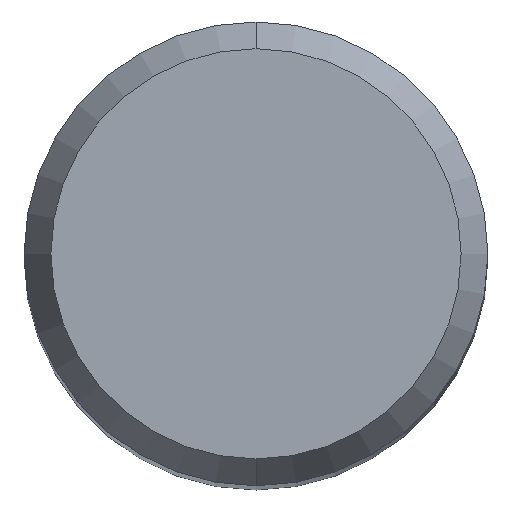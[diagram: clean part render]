
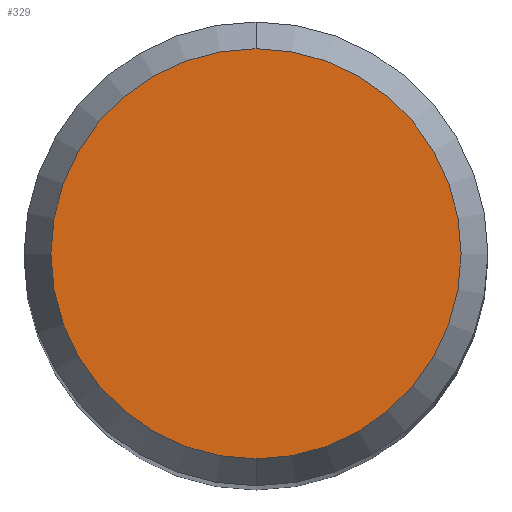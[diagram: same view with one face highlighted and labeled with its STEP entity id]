
A CAD part, top view. The second image highlights one B-rep face of the part: STEP entity #329.
In plain terms, the highlighted planar face has unit normal (0, 0, 1).
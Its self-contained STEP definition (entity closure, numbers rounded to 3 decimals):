
#259=EDGE_CURVE('',#363,#425,#559,.T.);
#329=ADVANCED_FACE('',(#636),#637,.T.);
#363=VERTEX_POINT('',#675);
#405=EDGE_CURVE('',#425,#363,#721,.T.);
#425=VERTEX_POINT('',#743);
#559=CIRCLE('',#958,3.538);
#636=FACE_OUTER_BOUND('',#1153,.T.);
#637=PLANE('',#1154);
#675=CARTESIAN_POINT('',(0.,-3.538,41.394));
#721=CIRCLE('',#1320,3.538);
#743=CARTESIAN_POINT('',(0.0,3.538,41.394));
#958=AXIS2_PLACEMENT_3D('',#1520,#1521,#1522);
#1153=EDGE_LOOP('',(#1603,#1604));
#1154=AXIS2_PLACEMENT_3D('',#1605,#1606,#1607);
#1320=AXIS2_PLACEMENT_3D('',#1701,#1702,#1703);
#1520=CARTESIAN_POINT('',(0.0,0.0,41.394));
#1521=DIRECTION('',(0.0,0.0,-1.0));
#1522=DIRECTION('',(0.0,1.0,0.0));
#1603=ORIENTED_EDGE('',*,*,#405,.F.);
#1604=ORIENTED_EDGE('',*,*,#259,.F.);
#1605=CARTESIAN_POINT('',(0.0,1.769,41.394));
#1606=DIRECTION('',(-0.0,0.0,1.0));
#1607=DIRECTION('',(0.0,-1.0,0.0));
#1701=CARTESIAN_POINT('',(0.0,0.0,41.394));
#1702=DIRECTION('',(0.0,0.0,-1.0));
#1703=DIRECTION('',(0.0,1.0,0.0));
